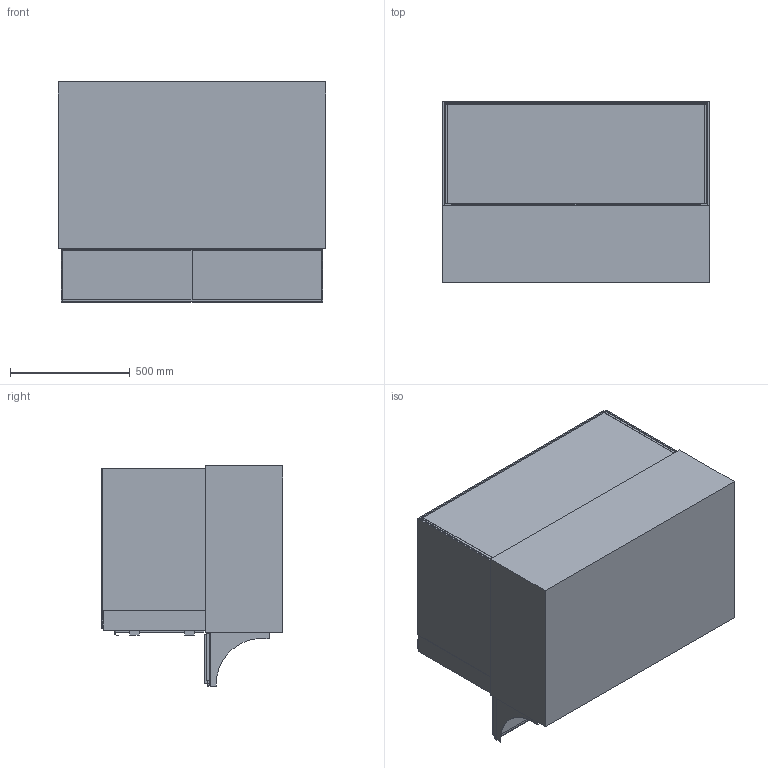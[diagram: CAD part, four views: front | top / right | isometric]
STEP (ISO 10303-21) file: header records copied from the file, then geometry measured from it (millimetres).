
FILE_DESCRIPTION (( 'STEP AP214' ), '1' );
FILE_NAME ('EU521312_Basic E-112-45 PRO.STEP', '2022-05-13T06:59:51', ( '' ), ( '' ), 'SwSTEP 2.0', 'SolidWorks 2017', '' );
FILE_SCHEMA (( 'AUTOMOTIVE_DESIGN' ));
Length unit declared in the file: millimetre
Products named in the file (1): EU521312_Basic E-112-45 PRO
Bounding box: 1115 x 757 x 918 mm (x, y, z)
Volume: 140636030.7 mm3; surface area: 11108851.1 mm2
Topology: 33 solids, 33 shells, 330 faces, 774 edges, 514 vertices
Faces by surface type: plane 288, cylinder 42
Entity records: 9934 total; most frequent: CARTESIAN_POINT 1631, ORIENTED_EDGE 1548, DIRECTION 1516, EDGE_CURVE 774, VECTOR 686, LINE 686, VERTEX_POINT 514, AXIS2_PLACEMENT_3D 415
